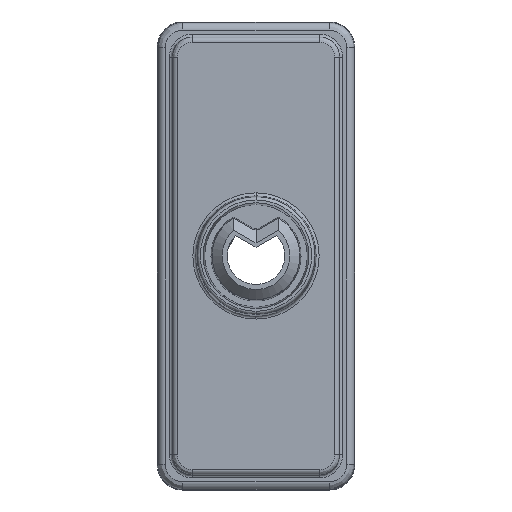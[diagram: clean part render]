
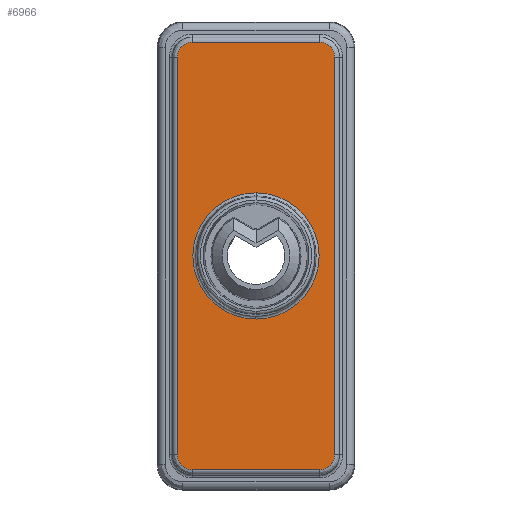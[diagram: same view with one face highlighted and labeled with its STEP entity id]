
A CAD part, top view. The second image highlights one B-rep face of the part: STEP entity #6966.
In plain terms, the highlighted face is planar.
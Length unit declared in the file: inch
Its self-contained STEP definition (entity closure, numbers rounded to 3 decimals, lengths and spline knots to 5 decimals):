
#4282=CARTESIAN_POINT('',(0.32,1.98401,
-0.78392));
#4283=CARTESIAN_POINT('',(0.32,1.99539,
-0.78392));
#4284=CARTESIAN_POINT('',(0.32,2.01752,
-0.78141));
#4285=CARTESIAN_POINT('',(0.32,2.04961,
-0.77023));
#4286=CARTESIAN_POINT('',(0.32,2.07825,
-0.75223));
#4287=CARTESIAN_POINT('',(0.32,2.10222,
-0.72827));
#4288=CARTESIAN_POINT('',(0.32,2.12023,
-0.69961));
#4289=CARTESIAN_POINT('',(0.32,2.13141,
-0.66751));
#4290=CARTESIAN_POINT('',(0.32,2.13392,
-0.64539));
#4291=CARTESIAN_POINT('',(0.32,2.13392,
-0.63401));
#4293=DIRECTION('',(0.,1.,0.));
#4294=VECTOR('',#4293,3.96803);
#4295=CARTESIAN_POINT('',(0.32,-1.98401,
-0.78392));
#4296=LINE('',#4295,#4294);
#4297=CARTESIAN_POINT('',(0.32,-2.13392,
-0.63401));
#4298=CARTESIAN_POINT('',(0.32,-2.13392,
-0.64539));
#4299=CARTESIAN_POINT('',(0.32,-2.13141,
-0.66752));
#4300=CARTESIAN_POINT('',(0.32,-2.12023,
-0.69961));
#4301=CARTESIAN_POINT('',(0.32,-2.10223,
-0.72825));
#4302=CARTESIAN_POINT('',(0.32,-2.07827,
-0.75222));
#4303=CARTESIAN_POINT('',(0.32,-2.04961,
-0.77023));
#4304=CARTESIAN_POINT('',(0.32,-2.01751,
-0.78141));
#4305=CARTESIAN_POINT('',(0.32,-1.99539,
-0.78392));
#4306=CARTESIAN_POINT('',(0.32,-1.98401,
-0.78392));
#4308=DIRECTION('',(0.,0.,-1.));
#4309=VECTOR('',#4308,1.26803);
#4310=CARTESIAN_POINT('',(0.32,-2.13392,
0.63401));
#4311=LINE('',#4310,#4309);
#4312=CARTESIAN_POINT('',(0.32,-1.98401,
0.78392));
#4313=CARTESIAN_POINT('',(0.32,-1.99539,
0.78392));
#4314=CARTESIAN_POINT('',(0.32,-2.01752,
0.78141));
#4315=CARTESIAN_POINT('',(0.32,-2.04961,
0.77023));
#4316=CARTESIAN_POINT('',(0.32,-2.07825,
0.75223));
#4317=CARTESIAN_POINT('',(0.32,-2.10222,
0.72827));
#4318=CARTESIAN_POINT('',(0.32,-2.12023,
0.69961));
#4319=CARTESIAN_POINT('',(0.32,-2.13141,
0.66751));
#4320=CARTESIAN_POINT('',(0.32,-2.13392,
0.64539));
#4321=CARTESIAN_POINT('',(0.32,-2.13392,
0.63401));
#4323=DIRECTION('',(0.,-1.,0.));
#4324=VECTOR('',#4323,3.96803);
#4325=CARTESIAN_POINT('',(0.32,1.98401,
0.78392));
#4326=LINE('',#4325,#4324);
#4327=CARTESIAN_POINT('',(0.32,2.13392,
0.63401));
#4328=CARTESIAN_POINT('',(0.32,2.13392,
0.64539));
#4329=CARTESIAN_POINT('',(0.32,2.13141,
0.66752));
#4330=CARTESIAN_POINT('',(0.32,2.12023,
0.69961));
#4331=CARTESIAN_POINT('',(0.32,2.10223,
0.72825));
#4332=CARTESIAN_POINT('',(0.32,2.07827,
0.75222));
#4333=CARTESIAN_POINT('',(0.32,2.04961,
0.77023));
#4334=CARTESIAN_POINT('',(0.32,2.01751,
0.78141));
#4335=CARTESIAN_POINT('',(0.32,1.99539,
0.78392));
#4336=CARTESIAN_POINT('',(0.32,1.98401,
0.78392));
#4338=DIRECTION('',(0.,0.,1.));
#4339=VECTOR('',#4338,1.26803);
#4340=CARTESIAN_POINT('',(0.32,2.13392,
-0.63401));
#4341=LINE('',#4340,#4339);
#4342=CARTESIAN_POINT('',(0.32,0.,0.));
#4343=DIRECTION('',(1.,0.,0.));
#4344=DIRECTION('',(0.,1.,0.));
#4345=AXIS2_PLACEMENT_3D('',#4342,#4343,#4344);
#4347=CARTESIAN_POINT('',(0.32,0.,0.));
#4348=DIRECTION('',(1.,0.,0.));
#4349=DIRECTION('',(0.,-1.,0.));
#4350=AXIS2_PLACEMENT_3D('',#4347,#4348,#4349);
#5759=VERTEX_POINT('',#4282);
#5760=VERTEX_POINT('',#4291);
#5763=CARTESIAN_POINT('',(0.32,2.13392,
0.63401));
#5764=VERTEX_POINT('',#5763);
#5767=VERTEX_POINT('',#4336);
#5769=CARTESIAN_POINT('',(0.32,-1.98401,
0.78392));
#5770=VERTEX_POINT('',#5769);
#5773=VERTEX_POINT('',#4321);
#5775=CARTESIAN_POINT('',(0.32,-2.13392,
-0.63401));
#5776=VERTEX_POINT('',#5775);
#5779=VERTEX_POINT('',#4306);
#5845=CARTESIAN_POINT('',(0.32,0.62974,0.));
#5846=CARTESIAN_POINT('',(0.32,-0.62974,0.));
#5847=VERTEX_POINT('',#5845);
#5848=VERTEX_POINT('',#5846);
#6938=CARTESIAN_POINT('',(0.32,0.,0.));
#6939=DIRECTION('',(1.,0.,0.));
#6940=DIRECTION('',(0.,0.,-1.));
#6941=AXIS2_PLACEMENT_3D('',#6938,#6939,#6940);
#6942=PLANE('',#6941);
#6944=ORIENTED_EDGE('',*,*,#6943,.F.);
#6946=ORIENTED_EDGE('',*,*,#6945,.F.);
#6948=ORIENTED_EDGE('',*,*,#6947,.F.);
#6950=ORIENTED_EDGE('',*,*,#6949,.F.);
#6951=ORIENTED_EDGE('',*,*,#6928,.F.);
#6953=ORIENTED_EDGE('',*,*,#6952,.F.);
#6955=ORIENTED_EDGE('',*,*,#6954,.F.);
#6957=ORIENTED_EDGE('',*,*,#6956,.F.);
#6958=EDGE_LOOP('',(#6944,#6946,#6948,#6950,#6951,#6953,#6955,#6957));
#6959=FACE_OUTER_BOUND('',#6958,.F.);
#6961=ORIENTED_EDGE('',*,*,#6960,.T.);
#6963=ORIENTED_EDGE('',*,*,#6962,.T.);
#6964=EDGE_LOOP('',(#6961,#6963));
#6965=FACE_BOUND('',#6964,.F.);
#6966=ADVANCED_FACE('',(#6959,#6965),#6942,.T.);
#4292=B_SPLINE_CURVE_WITH_KNOTS('',3,(#4282,#4283,#4284,#4285,#4286,#4287,#4288,
#4289,#4290,#4291),.UNSPECIFIED.,.F.,.F.,(4,1,1,1,1,1,1,4),(0.,
0.14286,0.28571,0.42857,0.57143,
0.71429,0.85714,1.),.UNSPECIFIED.);
#4307=B_SPLINE_CURVE_WITH_KNOTS('',3,(#4297,#4298,#4299,#4300,#4301,#4302,#4303,
#4304,#4305,#4306),.UNSPECIFIED.,.F.,.F.,(4,1,1,1,1,1,1,4),(0.,
0.14286,0.28571,0.42857,0.57143,
0.71429,0.85714,1.),.UNSPECIFIED.);
#4322=B_SPLINE_CURVE_WITH_KNOTS('',3,(#4312,#4313,#4314,#4315,#4316,#4317,#4318,
#4319,#4320,#4321),.UNSPECIFIED.,.F.,.F.,(4,1,1,1,1,1,1,4),(0.,
0.14286,0.28571,0.42857,0.57143,
0.71429,0.85714,1.),.UNSPECIFIED.);
#4337=B_SPLINE_CURVE_WITH_KNOTS('',3,(#4327,#4328,#4329,#4330,#4331,#4332,#4333,
#4334,#4335,#4336),.UNSPECIFIED.,.F.,.F.,(4,1,1,1,1,1,1,4),(0.,
0.14286,0.28571,0.42857,0.57143,
0.71429,0.85714,1.),.UNSPECIFIED.);
#4346=CIRCLE('',#4345,0.62974);
#4351=CIRCLE('',#4350,0.62974);
#6928=EDGE_CURVE('',#5770,#5773,#4322,.T.);
#6943=EDGE_CURVE('',#5759,#5760,#4292,.T.);
#6945=EDGE_CURVE('',#5779,#5759,#4296,.T.);
#6947=EDGE_CURVE('',#5776,#5779,#4307,.T.);
#6949=EDGE_CURVE('',#5773,#5776,#4311,.T.);
#6952=EDGE_CURVE('',#5767,#5770,#4326,.T.);
#6954=EDGE_CURVE('',#5764,#5767,#4337,.T.);
#6956=EDGE_CURVE('',#5760,#5764,#4341,.T.);
#6960=EDGE_CURVE('',#5847,#5848,#4346,.T.);
#6962=EDGE_CURVE('',#5848,#5847,#4351,.T.);
